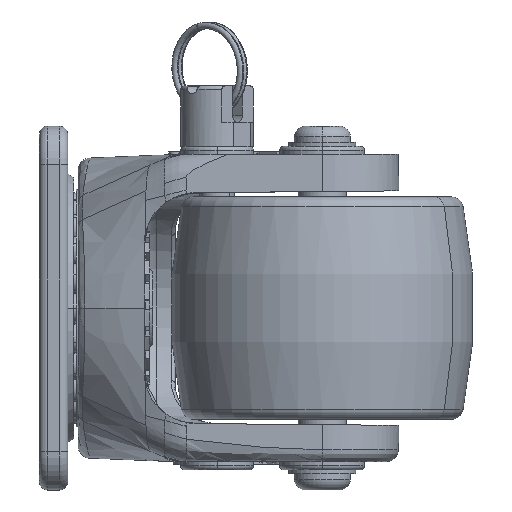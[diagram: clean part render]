
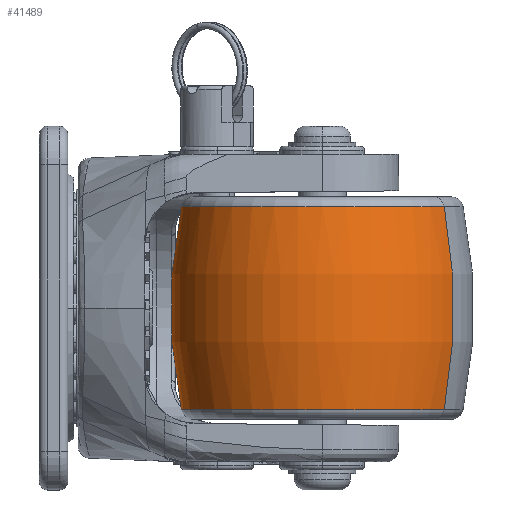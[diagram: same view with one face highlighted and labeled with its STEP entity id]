
A CAD part, left-side view. The second image highlights one B-rep face of the part: STEP entity #41489.
In plain terms, the highlighted toroidal (fillet/blend) face has major radius 82.5 mm and minor radius 120 mm.
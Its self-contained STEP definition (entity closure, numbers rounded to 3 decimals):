
#1188 = CARTESIAN_POINT ( 'NONE',  ( -25.128, 0., 34.84 ) ) ;
#3020 = TOROIDAL_SURFACE ( 'NONE', #27481, -82.5, 120. ) ;
#4843 = DIRECTION ( 'NONE',  ( 0., 0., 1. ) ) ;
#5553 = CIRCLE ( 'NONE', #52372, 120. ) ;
#6549 = VERTEX_POINT ( 'NONE', #20577 ) ;
#8468 = ORIENTED_EDGE ( 'NONE', *, *, #46999, .T. ) ;
#11111 = VERTEX_POINT ( 'NONE', #32901 ) ;
#12037 = CIRCLE ( 'NONE', #54051, 34.84 ) ;
#13031 = CARTESIAN_POINT ( 'NONE',  ( 25.128, 0., -34.84 ) ) ;
#13430 = ORIENTED_EDGE ( 'NONE', *, *, #33435, .T. ) ;
#16453 = DIRECTION ( 'NONE',  ( -1., 0., 0. ) ) ;
#20577 = CARTESIAN_POINT ( 'NONE',  ( 25.128, 0., 34.84 ) ) ;
#21802 = CARTESIAN_POINT ( 'NONE',  ( 0., 0., 0. ) ) ;
#22748 = DIRECTION ( 'NONE',  ( 1., 0., 0. ) ) ;
#23015 = VERTEX_POINT ( 'NONE', #1188 ) ;
#26178 = DIRECTION ( 'NONE',  ( -1., 0., 0. ) ) ;
#26346 = DIRECTION ( 'NONE',  ( 0., -1., 0. ) ) ;
#26946 = DIRECTION ( 'NONE',  ( 0., 0., 1. ) ) ;
#27481 = AXIS2_PLACEMENT_3D ( 'NONE', #21802, #16453, #26946 ) ;
#28668 = AXIS2_PLACEMENT_3D ( 'NONE', #65626, #35271, #4843 ) ;
#31617 = FACE_OUTER_BOUND ( 'NONE', #52013, .T. ) ;
#32901 = CARTESIAN_POINT ( 'NONE',  ( -25.128, 0., -34.84 ) ) ;
#33435 = EDGE_CURVE ( 'NONE', #6549, #34260, #63178, .T. ) ;
#34260 = VERTEX_POINT ( 'NONE', #13031 ) ;
#35271 = DIRECTION ( 'NONE',  ( 0., 1., 0. ) ) ;
#41489 = ADVANCED_FACE ( 'NONE', ( #31617 ), #3020, .T. ) ;
#46999 = EDGE_CURVE ( 'NONE', #11111, #23015, #12037, .T. ) ;
#48369 = ORIENTED_EDGE ( 'NONE', *, *, #52478, .T. ) ;
#48843 = EDGE_CURVE ( 'NONE', #6549, #23015, #5553, .T. ) ;
#52013 = EDGE_LOOP ( 'NONE', ( #13430, #48369, #8468, #65109 ) ) ;
#52372 = AXIS2_PLACEMENT_3D ( 'NONE', #56763, #26346, #61833 ) ;
#52478 = EDGE_CURVE ( 'NONE', #34260, #11111, #61674, .T. ) ;
#53186 = CARTESIAN_POINT ( 'NONE',  ( -25.128, 0., 0. ) ) ;
#54051 = AXIS2_PLACEMENT_3D ( 'NONE', #53186, #22748, #58291 ) ;
#56617 = CARTESIAN_POINT ( 'NONE',  ( 25.128, 0., 0. ) ) ;
#56763 = CARTESIAN_POINT ( 'NONE',  ( 0., 0., -82.5 ) ) ;
#58291 = DIRECTION ( 'NONE',  ( 0., 0., -1. ) ) ;
#60803 = AXIS2_PLACEMENT_3D ( 'NONE', #56617, #26178, #61679 ) ;
#61674 = CIRCLE ( 'NONE', #28668, 120. ) ;
#61679 = DIRECTION ( 'NONE',  ( 0., 0., 1. ) ) ;
#61833 = DIRECTION ( 'NONE',  ( 0., 0., -1. ) ) ;
#63178 = CIRCLE ( 'NONE', #60803, 34.84 ) ;
#65109 = ORIENTED_EDGE ( 'NONE', *, *, #48843, .F. ) ;
#65626 = CARTESIAN_POINT ( 'NONE',  ( 0., 0., 82.5 ) ) ;
